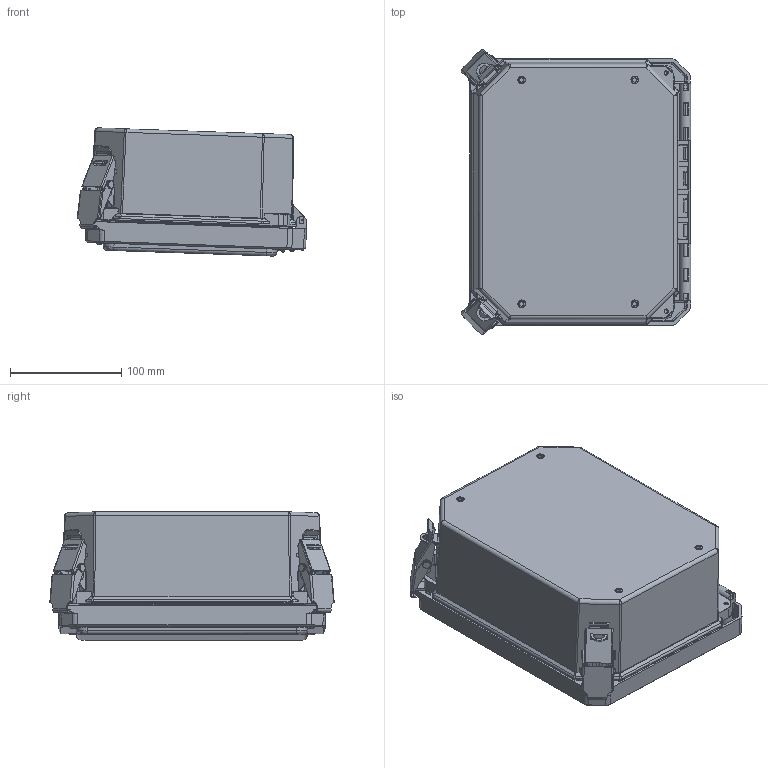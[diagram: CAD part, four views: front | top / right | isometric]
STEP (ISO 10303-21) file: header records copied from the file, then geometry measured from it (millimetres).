
FILE_DESCRIPTION (( 'STEP AP214' ), '1' );
FILE_NAME ('FR80604HPL.STEP', '2021-10-07T14:33:51', ( '' ), ( '' ), 'SwSTEP 2.0', 'SolidWorks 2021', '' );
FILE_SCHEMA (( 'AUTOMOTIVE_DESIGN' ));
Length unit declared in the file: inch
Products named in the file (1): FR80604HPL
Bounding box: 205.84 x 255.13 x 115.02 mm (x, y, z)
Volume: 734658.8 mm3; surface area: 405225.4 mm2
Topology: 29 solids, 29 shells, 2341 faces, 5812 edges, 3478 vertices
Faces by surface type: cylinder 995, plane 749, bspline 356, torus 154, cone 63, sphere 24
Entity records: 94910 total; most frequent: CARTESIAN_POINT 43479, ORIENTED_EDGE 11468, DIRECTION 9257, EDGE_CURVE 5734, VERTEX_POINT 3474, AXIS2_PLACEMENT_3D 3263, VECTOR 2731, LINE 2731
